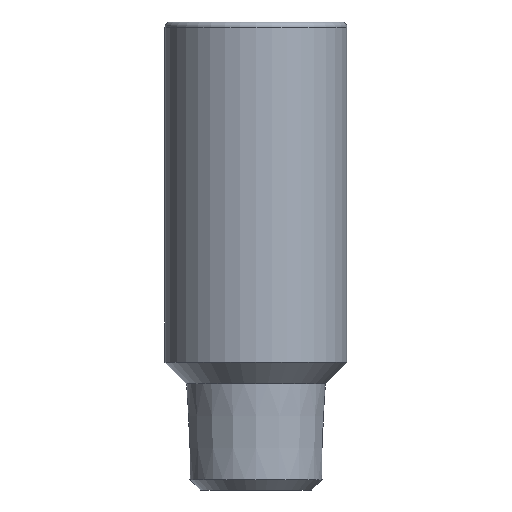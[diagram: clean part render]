
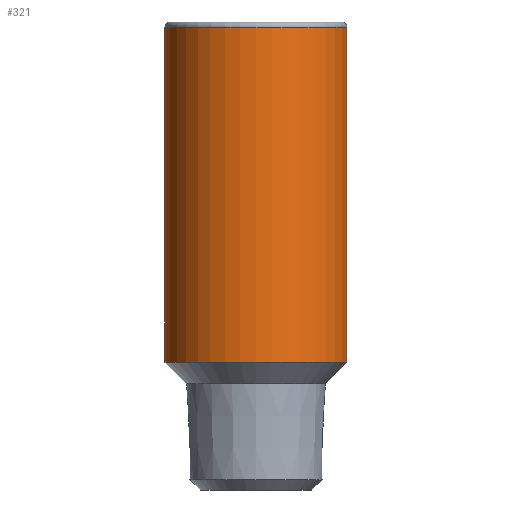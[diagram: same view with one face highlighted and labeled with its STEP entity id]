
A CAD part, front view. The second image highlights one B-rep face of the part: STEP entity #321.
In plain terms, the highlighted cylindrical face has radius 8.75 mm (diameter 17.5 mm), a full revolution.
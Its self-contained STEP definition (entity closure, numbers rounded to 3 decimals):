
#21=ELLIPSE('',#381,13.861,8.75);
#22=ELLIPSE('',#382,13.861,8.75);
#31=CYLINDRICAL_SURFACE('',#378,8.75);
#48=FACE_OUTER_BOUND('',#72,.T.);
#72=EDGE_LOOP('',(#243,#244,#245,#246,#247,#248,#249,#250,#251));
#88=LINE('',#563,#102);
#89=LINE('',#565,#103);
#102=VECTOR('',#459,8.75);
#103=VECTOR('',#460,8.75);
#125=CIRCLE('',#375,8.75);
#127=CIRCLE('',#379,8.75);
#128=CIRCLE('',#380,8.75);
#147=VERTEX_POINT('',#548);
#148=VERTEX_POINT('',#550);
#150=VERTEX_POINT('',#556);
#152=VERTEX_POINT('',#564);
#153=VERTEX_POINT('',#566);
#182=EDGE_CURVE('',#150,#150,#125,.T.);
#184=EDGE_CURVE('',#150,#148,#88,.T.);
#185=EDGE_CURVE('',#148,#152,#89,.T.);
#186=EDGE_CURVE('',#152,#153,#127,.T.);
#187=EDGE_CURVE('',#153,#152,#128,.T.);
#188=EDGE_CURVE('',#147,#148,#21,.T.);
#189=EDGE_CURVE('',#148,#147,#22,.T.);
#243=ORIENTED_EDGE('',*,*,#182,.F.);
#244=ORIENTED_EDGE('',*,*,#184,.T.);
#245=ORIENTED_EDGE('',*,*,#185,.T.);
#246=ORIENTED_EDGE('',*,*,#186,.T.);
#247=ORIENTED_EDGE('',*,*,#187,.T.);
#248=ORIENTED_EDGE('',*,*,#185,.F.);
#249=ORIENTED_EDGE('',*,*,#188,.F.);
#250=ORIENTED_EDGE('',*,*,#189,.F.);
#251=ORIENTED_EDGE('',*,*,#184,.F.);
#321=ADVANCED_FACE('',(#48),#31,.T.);
#375=AXIS2_PLACEMENT_3D('',#558,#451,#452);
#378=AXIS2_PLACEMENT_3D('',#562,#457,#458);
#379=AXIS2_PLACEMENT_3D('',#567,#461,#462);
#380=AXIS2_PLACEMENT_3D('',#568,#463,#464);
#381=AXIS2_PLACEMENT_3D('',#569,#465,#466);
#382=AXIS2_PLACEMENT_3D('',#570,#467,#468);
#451=DIRECTION('center_axis',(0.,0.,1.));
#452=DIRECTION('ref_axis',(-1.,0.,0.));
#457=DIRECTION('center_axis',(0.,0.,1.));
#458=DIRECTION('ref_axis',(1.,0.,0.));
#459=DIRECTION('',(0.,0.,-1.));
#460=DIRECTION('',(0.,0.,-1.));
#461=DIRECTION('center_axis',(0.,0.,1.));
#462=DIRECTION('ref_axis',(1.,0.,0.));
#463=DIRECTION('center_axis',(0.,0.,1.));
#464=DIRECTION('ref_axis',(1.,0.,0.));
#465=DIRECTION('center_axis',(0.,0.776,0.631));
#466=DIRECTION('ref_axis',(0.,0.631,-0.776));
#467=DIRECTION('center_axis',(0.,0.776,-0.631));
#468=DIRECTION('ref_axis',(0.,0.631,0.776));
#548=CARTESIAN_POINT('',(8.75,0.,0.));
#550=CARTESIAN_POINT('',(-8.75,0.,0.));
#556=CARTESIAN_POINT('',(-8.75,0.,20.5));
#558=CARTESIAN_POINT('Origin',(0.,0.,20.5));
#562=CARTESIAN_POINT('Origin',(0.,0.,0.));
#563=CARTESIAN_POINT('',(-8.75,0.,0.));
#564=CARTESIAN_POINT('',(-8.75,0.,-11.721));
#565=CARTESIAN_POINT('',(-8.75,0.,0.));
#566=CARTESIAN_POINT('',(0.,-8.75,-11.721));
#567=CARTESIAN_POINT('Origin',(0.,0.,-11.721));
#568=CARTESIAN_POINT('Origin',(0.,0.,-11.721));
#569=CARTESIAN_POINT('Origin',(0.,0.,0.));
#570=CARTESIAN_POINT('Origin',(0.,0.,0.));
